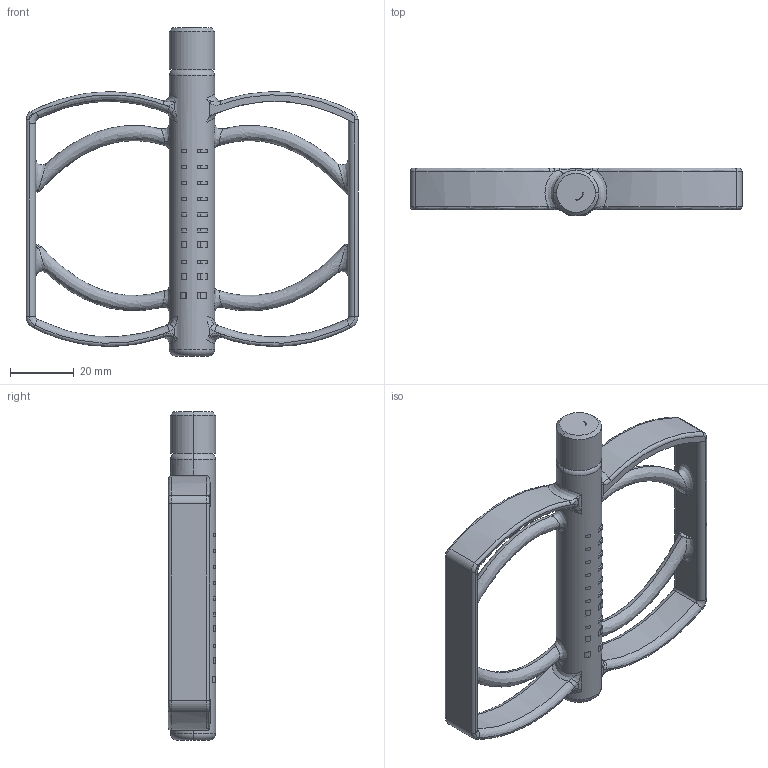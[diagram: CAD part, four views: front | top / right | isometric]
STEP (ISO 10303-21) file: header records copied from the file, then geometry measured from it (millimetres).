
FILE_DESCRIPTION (( 'STEP AP214' ), '1' );
FILE_NAME ('Bicycle.STEP', '2025-12-25T08:46:16', ( '' ), ( '' ), 'SwSTEP 2.0', 'SolidWorks 2025', '' );
FILE_SCHEMA (( 'AUTOMOTIVE_DESIGN' ));
Length unit declared in the file: millimetre
Products named in the file (1): Bicycle
Bounding box: 104.2 x 14.94 x 103 mm (x, y, z)
Volume: 31690 mm3; surface area: 16763.6 mm2
Topology: 1 solids, 2 shells, 353 faces, 851 edges, 515 vertices
Faces by surface type: plane 151, bspline 112, cylinder 69, torus 18, cone 2, sphere 1
Entity records: 19436 total; most frequent: CARTESIAN_POINT 12032, ORIENTED_EDGE 1658, DIRECTION 1354, EDGE_CURVE 829, AXIS2_PLACEMENT_3D 540, VERTEX_POINT 512, EDGE_LOOP 391, FACE_OUTER_BOUND 350
